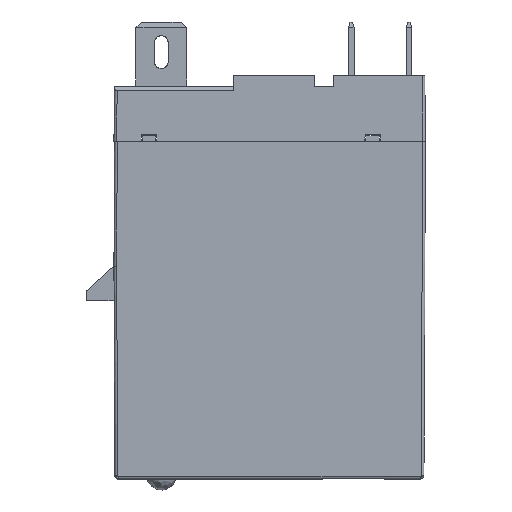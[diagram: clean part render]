
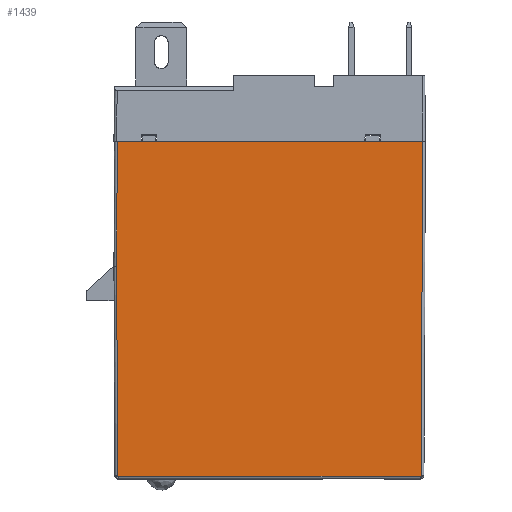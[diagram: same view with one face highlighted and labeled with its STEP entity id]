
A CAD part, front view. The second image highlights one B-rep face of the part: STEP entity #1439.
In plain terms, the highlighted planar face has unit normal (0, 1, 0.004).
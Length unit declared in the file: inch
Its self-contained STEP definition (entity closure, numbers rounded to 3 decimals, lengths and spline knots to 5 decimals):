
#1439 = ADVANCED_FACE ( 'NONE', ( #25722 ), #21304, .T. ) ;
#2921 = EDGE_LOOP ( 'NONE', ( #13408, #19780, #34415, #6511, #23570 ) ) ;
#3890 = CARTESIAN_POINT ( 'NONE',  ( 0.50631, 0.4007, -1.15392 ) ) ;
#4557 = LINE ( 'NONE', #35535, #11453 ) ;
#6511 = ORIENTED_EDGE ( 'NONE', *, *, #18408, .T. ) ;
#6811 = DIRECTION ( 'NONE',  ( 0., 1., 0.004 ) ) ;
#9505 = VECTOR ( 'NONE', #28811, 39.37008 ) ;
#9994 = VERTEX_POINT ( 'NONE', #15284 ) ;
#11453 = VECTOR ( 'NONE', #15048, 39.37008 ) ;
#11695 = CARTESIAN_POINT ( 'NONE',  ( -0.60336, 0.39736, -0.38794 ) ) ;
#12469 = VECTOR ( 'NONE', #36084, 39.37008 ) ;
#12711 = EDGE_CURVE ( 'NONE', #31508, #27767, #17301, .T. ) ;
#13408 = ORIENTED_EDGE ( 'NONE', *, *, #15452, .T. ) ;
#13645 = VERTEX_POINT ( 'NONE', #32645 ) ;
#13766 = LINE ( 'NONE', #33700, #36251 ) ;
#14545 = EDGE_CURVE ( 'NONE', #27767, #13645, #36265, .T. ) ;
#15048 = DIRECTION ( 'NONE',  ( -0.004, 0.004, -1. ) ) ;
#15268 = EDGE_CURVE ( 'NONE', #9994, #34015, #4557, .T. ) ;
#15284 = CARTESIAN_POINT ( 'NONE',  ( 0.51164, 0.39538, 0.06713 ) ) ;
#15452 = EDGE_CURVE ( 'NONE', #34015, #31508, #13766, .T. ) ;
#17301 = LINE ( 'NONE', #31730, #9505 ) ;
#18408 = EDGE_CURVE ( 'NONE', #13645, #9994, #20262, .T. ) ;
#19780 = ORIENTED_EDGE ( 'NONE', *, *, #12711, .T. ) ;
#20262 = LINE ( 'NONE', #30185, #12469 ) ;
#21192 = DIRECTION ( 'NONE',  ( 0.004, -0.004, 1. ) ) ;
#21304 = PLANE ( 'NONE',  #32745 ) ;
#23570 = ORIENTED_EDGE ( 'NONE', *, *, #15268, .T. ) ;
#24366 = CARTESIAN_POINT ( 'NONE',  ( -0.60336, 0.4007, -1.15392 ) ) ;
#25722 = FACE_OUTER_BOUND ( 'NONE', #2921, .T. ) ;
#27322 = DIRECTION ( 'NONE',  ( 0., -0.004, 1. ) ) ;
#27767 = VERTEX_POINT ( 'NONE', #11695 ) ;
#28456 = VECTOR ( 'NONE', #21192, 39.37008 ) ;
#28811 = DIRECTION ( 'NONE',  ( -0.004, -0.004, 1. ) ) ;
#30185 = CARTESIAN_POINT ( 'NONE',  ( -0.60336, 0.39538, 0.06713 ) ) ;
#31508 = VERTEX_POINT ( 'NONE', #34490 ) ;
#31730 = CARTESIAN_POINT ( 'NONE',  ( -0.60002, 0.4007, -1.15392 ) ) ;
#32645 = CARTESIAN_POINT ( 'NONE',  ( -0.60138, 0.39538, 0.06713 ) ) ;
#32745 = AXIS2_PLACEMENT_3D ( 'NONE', #24366, #6811, #27322 ) ;
#33700 = CARTESIAN_POINT ( 'NONE',  ( -0.60336, 0.4007, -1.15392 ) ) ;
#34015 = VERTEX_POINT ( 'NONE', #3890 ) ;
#34415 = ORIENTED_EDGE ( 'NONE', *, *, #14545, .T. ) ;
#34490 = CARTESIAN_POINT ( 'NONE',  ( -0.60002, 0.4007, -1.15392 ) ) ;
#35535 = CARTESIAN_POINT ( 'NONE',  ( 0.51164, 0.39538, 0.06713 ) ) ;
#35809 = CARTESIAN_POINT ( 'NONE',  ( -0.60336, 0.39736, -0.38794 ) ) ;
#36084 = DIRECTION ( 'NONE',  ( 1., 0., 0. ) ) ;
#36251 = VECTOR ( 'NONE', #36653, 39.37008 ) ;
#36265 = LINE ( 'NONE', #35809, #28456 ) ;
#36653 = DIRECTION ( 'NONE',  ( -1., 0., 0. ) ) ;
